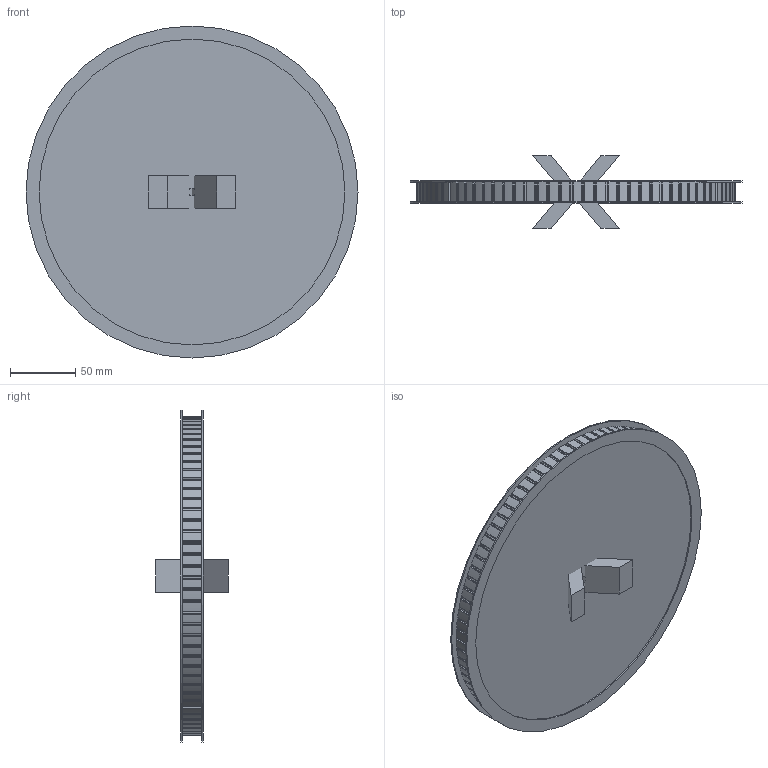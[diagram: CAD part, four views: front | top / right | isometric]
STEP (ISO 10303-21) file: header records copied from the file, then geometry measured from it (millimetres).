
FILE_DESCRIPTION(/* description */ ('STEP AP242','CAx-IF Rec.Pracs.---Representation and Presentation of Product Manufacturing Information (PMI)---4.0---2014-10-13','CAx-IF Rec.Pracs.---3D Tessellated Geometry---0.4---2014-09-14','2;1'),/* implementation_level */ '2;1');
FILE_NAME(/* name */ '668c8c5e1ccbe10d719d8d2f',/* time_stamp */ '2024-07-09T01:03:27Z',/* author */ (''),/* organization */ (''),/* preprocessor_version */ 'ST-DEVELOPER v20',/* originating_system */ ' ',/* authorisation */ ' ');
FILE_SCHEMA (('AP242_MANAGED_MODEL_BASED_3D_ENGINEERING_MIM_LF { 1 0 10303 442 1 1 4 }'));
Length unit declared in the file: metre
Products named in the file (2): WARNING-THIS PART HAS NOT BEEN TESTED; Hero Pulley
Bounding box: 253.51 x 55.65 x 253.51 mm (x, y, z)
Volume: 748807.4 mm3; surface area: 136389.8 mm2
Topology: 2 solids, 2 shells, 540 faces, 1596 edges, 1064 vertices
Faces by surface type: cylinder 514, plane 26
Full cylindrical faces by diameter (mm): 233.507 x2, 253.507 x2
Entity records: 18700 total; most frequent: DIRECTION 3704, CARTESIAN_POINT 3198, ORIENTED_EDGE 3184, EDGE_CURVE 1592, AXIS2_PLACEMENT_3D 1570, VERTEX_POINT 1064, CIRCLE 1028, LINE 564
